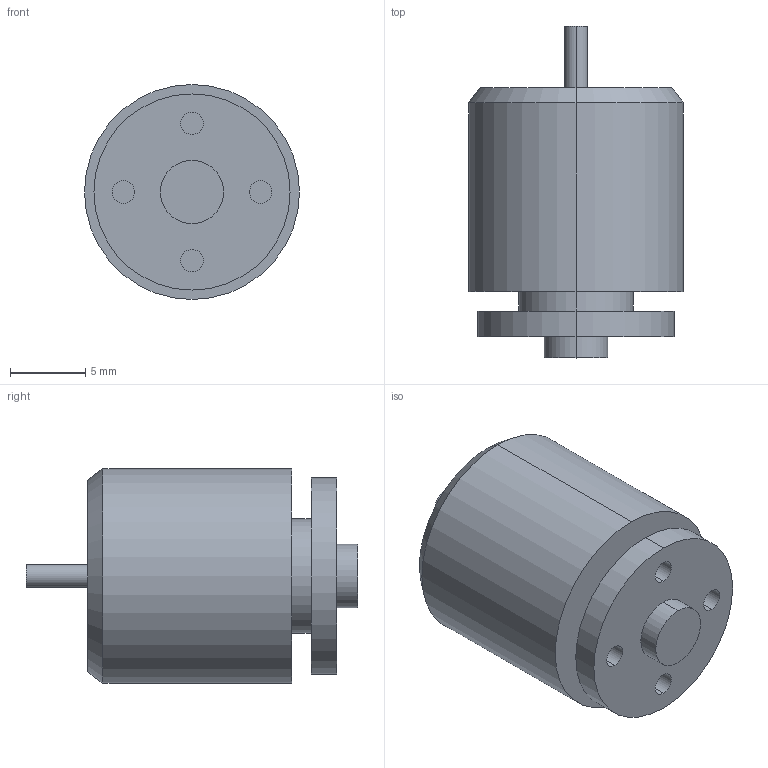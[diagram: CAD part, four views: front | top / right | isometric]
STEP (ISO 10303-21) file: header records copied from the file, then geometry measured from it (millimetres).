
FILE_DESCRIPTION (( 'STEP AP203' ), '1' );
FILE_NAME ('emax_1108_brushless_Motor.STEP', '2022-08-08T14:00:36', ( '' ), ( '' ), 'SwSTEP 2.0', 'SolidWorks 2020', '' );
FILE_SCHEMA (( 'CONFIG_CONTROL_DESIGN' ));
Length unit declared in the file: millimetre
Products named in the file (1): emax_1108_brushless_Motor
Bounding box: 14.25 x 22 x 14.25 mm (x, y, z)
Volume: 2435.7 mm3; surface area: 1230.3 mm2
Topology: 1 solids, 1 shells, 26 faces, 62 edges, 38 vertices
Faces by surface type: cylinder 18, plane 6, cone 2
Entity records: 861 total; most frequent: DIRECTION 158, CARTESIAN_POINT 127, ORIENTED_EDGE 124, AXIS2_PLACEMENT_3D 69, EDGE_CURVE 62, CIRCLE 42, VERTEX_POINT 38, EDGE_LOOP 34
